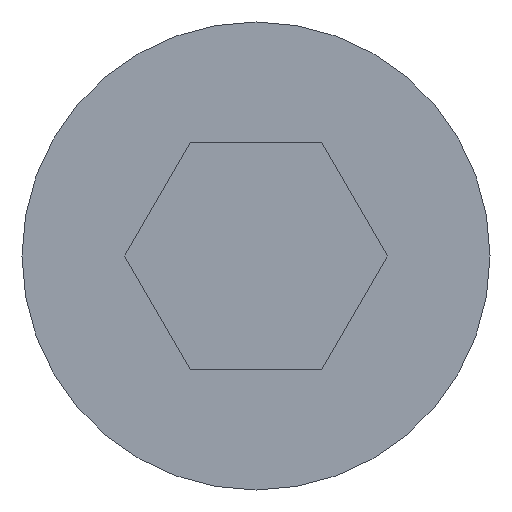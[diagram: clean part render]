
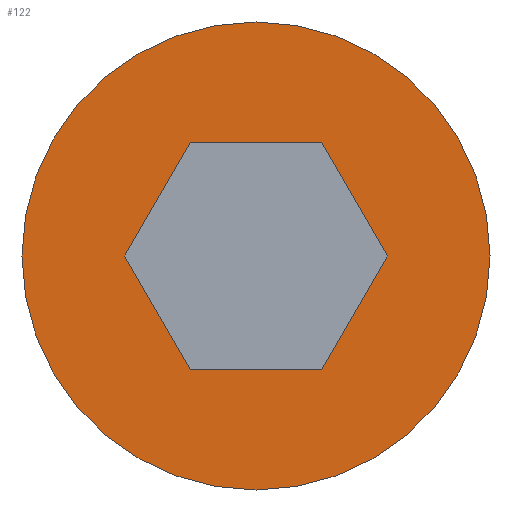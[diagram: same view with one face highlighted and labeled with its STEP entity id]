
A CAD part, front view. The second image highlights one B-rep face of the part: STEP entity #122.
In plain terms, the highlighted planar face has unit normal (0, -1, 0).
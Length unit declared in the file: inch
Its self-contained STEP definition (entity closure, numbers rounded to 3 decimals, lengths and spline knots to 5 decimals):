
#10 = VERTEX_POINT ( 'NONE', #364 ) ;
#12 = ORIENTED_EDGE ( 'NONE', *, *, #256, .F. ) ;
#36 = CARTESIAN_POINT ( 'NONE',  ( 0., 0., 0.1125 ) ) ;
#49 = EDGE_CURVE ( 'NONE', #294, #10, #438, .T. ) ;
#58 = DIRECTION ( 'NONE',  ( 0.5, 0., 0.866 ) ) ;
#83 = CARTESIAN_POINT ( 'NONE',  ( 0.03157, 0., -0.05469 ) ) ;
#89 = DIRECTION ( 'NONE',  ( -0.5, 0., 0.866 ) ) ;
#108 = VERTEX_POINT ( 'NONE', #392 ) ;
#122 = ADVANCED_FACE ( 'NONE', ( #285, #352 ), #311, .F. ) ;
#124 = CARTESIAN_POINT ( 'NONE',  ( -0.06315, 0., 0. ) ) ;
#131 = EDGE_CURVE ( 'NONE', #108, #367, #371, .T. ) ;
#134 = EDGE_CURVE ( 'NONE', #162, #335, #338, .T. ) ;
#153 = CARTESIAN_POINT ( 'NONE',  ( 0., 0., -0.1125 ) ) ;
#159 = CARTESIAN_POINT ( 'NONE',  ( -0.03157, 0., 0.05469 ) ) ;
#161 = EDGE_CURVE ( 'NONE', #10, #162, #262, .T. ) ;
#162 = VERTEX_POINT ( 'NONE', #159 ) ;
#164 = DIRECTION ( 'NONE',  ( 1., 0., 0. ) ) ;
#167 = CARTESIAN_POINT ( 'NONE',  ( 0.03157, 0., 0.05469 ) ) ;
#178 = VERTEX_POINT ( 'NONE', #153 ) ;
#181 = EDGE_CURVE ( 'NONE', #367, #294, #250, .T. ) ;
#189 = VERTEX_POINT ( 'NONE', #36 ) ;
#194 = EDGE_LOOP ( 'NONE', ( #410, #230, #340, #402, #306, #316 ) ) ;
#202 = EDGE_CURVE ( 'NONE', #335, #108, #228, .T. ) ;
#204 = DIRECTION ( 'NONE',  ( -1., 0., 0. ) ) ;
#207 = DIRECTION ( 'NONE',  ( 0., 0., 1. ) ) ;
#212 = CIRCLE ( 'NONE', #401, 0.1125 ) ;
#215 = DIRECTION ( 'NONE',  ( 0., 1., 0. ) ) ;
#226 = CIRCLE ( 'NONE', #461, 0.1125 ) ;
#227 = VECTOR ( 'NONE', #249, 39.37008 ) ;
#228 = LINE ( 'NONE', #124, #227 ) ;
#229 = EDGE_CURVE ( 'NONE', #178, #189, #226, .T. ) ;
#230 = ORIENTED_EDGE ( 'NONE', *, *, #181, .F. ) ;
#239 = AXIS2_PLACEMENT_3D ( 'NONE', #387, #215, #207 ) ;
#241 = VECTOR ( 'NONE', #58, 39.37008 ) ;
#248 = ORIENTED_EDGE ( 'NONE', *, *, #229, .F. ) ;
#249 = DIRECTION ( 'NONE',  ( 0.5, 0., -0.866 ) ) ;
#250 = LINE ( 'NONE', #83, #241 ) ;
#252 = DIRECTION ( 'NONE',  ( -0.5, 0., -0.866 ) ) ;
#256 = EDGE_CURVE ( 'NONE', #189, #178, #212, .T. ) ;
#262 = LINE ( 'NONE', #167, #265 ) ;
#265 = VECTOR ( 'NONE', #204, 39.37008 ) ;
#278 = CARTESIAN_POINT ( 'NONE',  ( -0.03157, 0., 0.05469 ) ) ;
#280 = EDGE_LOOP ( 'NONE', ( #248, #12 ) ) ;
#285 = FACE_BOUND ( 'NONE', #194, .T. ) ;
#294 = VERTEX_POINT ( 'NONE', #356 ) ;
#299 = CARTESIAN_POINT ( 'NONE',  ( 0., 0., 0. ) ) ;
#306 = ORIENTED_EDGE ( 'NONE', *, *, #134, .F. ) ;
#311 = PLANE ( 'NONE',  #239 ) ;
#316 = ORIENTED_EDGE ( 'NONE', *, *, #161, .F. ) ;
#322 = CARTESIAN_POINT ( 'NONE',  ( 0.06315, 0., 0. ) ) ;
#329 = VECTOR ( 'NONE', #252, 39.37008 ) ;
#330 = CARTESIAN_POINT ( 'NONE',  ( 0.03157, 0., -0.05469 ) ) ;
#334 = CARTESIAN_POINT ( 'NONE',  ( -0.06315, 0., 0. ) ) ;
#335 = VERTEX_POINT ( 'NONE', #334 ) ;
#338 = LINE ( 'NONE', #278, #329 ) ;
#340 = ORIENTED_EDGE ( 'NONE', *, *, #131, .F. ) ;
#352 = FACE_OUTER_BOUND ( 'NONE', #280, .T. ) ;
#356 = CARTESIAN_POINT ( 'NONE',  ( 0.06315, 0., 0. ) ) ;
#362 = VECTOR ( 'NONE', #164, 39.37008 ) ;
#364 = CARTESIAN_POINT ( 'NONE',  ( 0.03157, 0., 0.05469 ) ) ;
#367 = VERTEX_POINT ( 'NONE', #330 ) ;
#371 = LINE ( 'NONE', #456, #362 ) ;
#387 = CARTESIAN_POINT ( 'NONE',  ( 0., 0., 0. ) ) ;
#392 = CARTESIAN_POINT ( 'NONE',  ( -0.03157, 0., -0.05469 ) ) ;
#400 = DIRECTION ( 'NONE',  ( 0., 0., 1. ) ) ;
#401 = AXIS2_PLACEMENT_3D ( 'NONE', #414, #406, #400 ) ;
#402 = ORIENTED_EDGE ( 'NONE', *, *, #202, .F. ) ;
#406 = DIRECTION ( 'NONE',  ( 0., 1., 0. ) ) ;
#410 = ORIENTED_EDGE ( 'NONE', *, *, #49, .F. ) ;
#414 = CARTESIAN_POINT ( 'NONE',  ( 0., 0., 0. ) ) ;
#438 = LINE ( 'NONE', #322, #444 ) ;
#443 = DIRECTION ( 'NONE',  ( 0., 0., 1. ) ) ;
#444 = VECTOR ( 'NONE', #89, 39.37008 ) ;
#446 = DIRECTION ( 'NONE',  ( 0., 1., 0. ) ) ;
#456 = CARTESIAN_POINT ( 'NONE',  ( -0.03157, 0., -0.05469 ) ) ;
#461 = AXIS2_PLACEMENT_3D ( 'NONE', #299, #446, #443 ) ;
